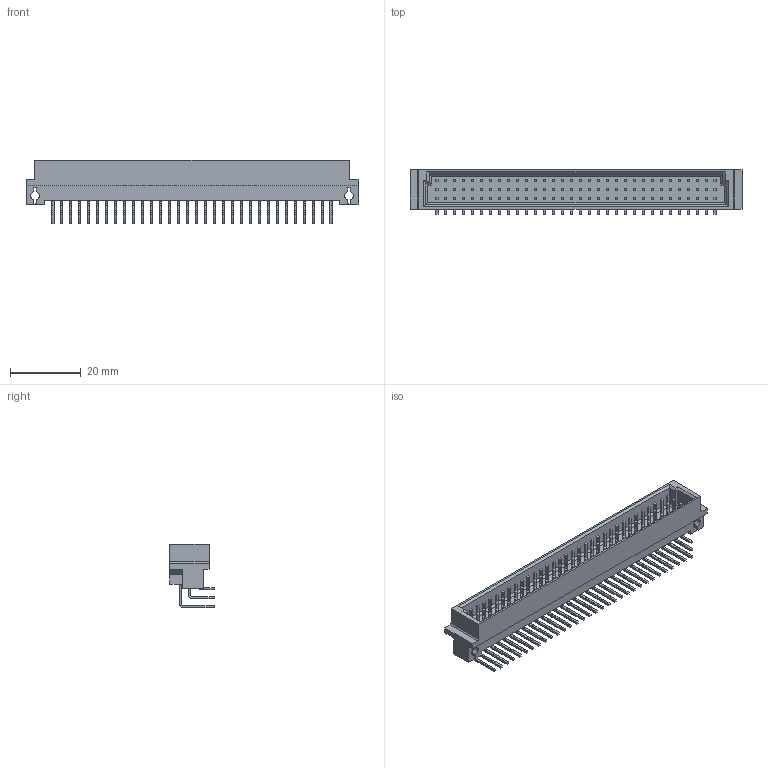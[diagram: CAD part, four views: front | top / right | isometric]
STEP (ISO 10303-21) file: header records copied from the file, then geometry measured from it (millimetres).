
FILE_DESCRIPTION((''),'2;1');
FILE_NAME('C-1-1393644-6','2012-04-18T',('workeradm'),('Tyco Electronics Ltd.'),'PRO/ENGINEER BY PARAMETRIC TECHNOLOGY CORPORATION, 2010430','PRO/ENGINEER BY PARAMETRIC TECHNOLOGY CORPORATION, 2010430','');
FILE_SCHEMA(('AUTOMOTIVE_DESIGN { 1 0 10303 214 1 1 1 1 }'));
Length unit declared in the file: millimetre
Products named in the file (1): C-1-1393644-6
Bounding box: 94 x 12.53 x 18.08 mm (x, y, z)
Volume: 6653.1 mm3; surface area: 9198.8 mm2
Topology: 1 solids, 1 shells, 1411 faces, 3630 edges, 2414 vertices
Faces by surface type: plane 1213, cylinder 198
Entity records: 53506 total; most frequent: CARTESIAN_POINT 7457, ORIENTED_EDGE 7260, DIRECTION 6848, PRESENTATION_STYLE_ASSIGNMENT 3631, STYLED_ITEM 3631, CURVE_STYLE 3630, EDGE_CURVE 3630, VECTOR 3234
